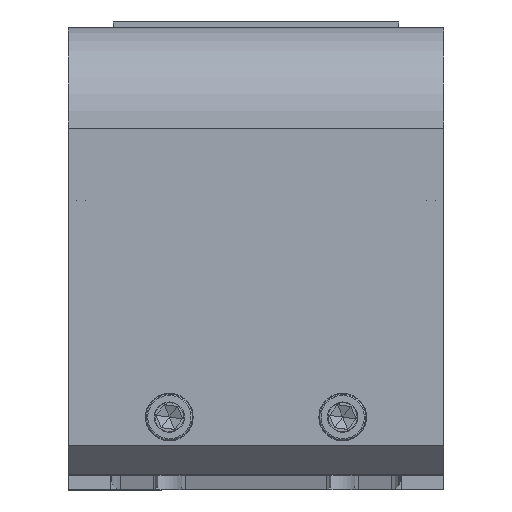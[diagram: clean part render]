
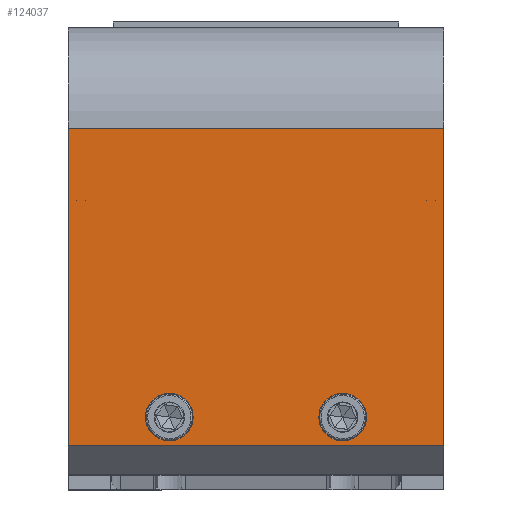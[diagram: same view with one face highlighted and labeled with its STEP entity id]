
A CAD part, top view. The second image highlights one B-rep face of the part: STEP entity #124037.
In plain terms, the highlighted planar face has unit normal (0, 0, 1).
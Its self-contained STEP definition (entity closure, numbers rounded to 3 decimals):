
#405 = FACE_OUTER_BOUND ( 'NONE', #158152, .T. ) ;
#2680 = VERTEX_POINT ( 'NONE', #44199 ) ;
#10973 = VECTOR ( 'NONE', #216940, 1000. ) ;
#11807 = EDGE_CURVE ( 'NONE', #80666, #46230, #217478, .T. ) ;
#13462 = CIRCLE ( 'NONE', #165486, 8.25 ) ;
#18849 = CARTESIAN_POINT ( 'NONE',  ( 181.717, 207.762, 762.525 ) ) ;
#18903 = CARTESIAN_POINT ( 'NONE',  ( 173.467, 207.762, 762.525 ) ) ;
#20425 = ORIENTED_EDGE ( 'NONE', *, *, #11807, .F. ) ;
#21518 = DIRECTION ( 'NONE',  ( 0., -1., 0. ) ) ;
#26941 = CARTESIAN_POINT ( 'NONE',  ( 208.467, 307.762, 762.525 ) ) ;
#27765 = CARTESIAN_POINT ( 'NONE',  ( 208.467, 197.762, 762.525 ) ) ;
#33134 = CARTESIAN_POINT ( 'NONE',  ( 78.467, 197.762, 762.525 ) ) ;
#39812 = CIRCLE ( 'NONE', #232064, 8.25 ) ;
#44199 = CARTESIAN_POINT ( 'NONE',  ( 105.217, 207.762, 762.525 ) ) ;
#45203 = LINE ( 'NONE', #26941, #51899 ) ;
#46230 = VERTEX_POINT ( 'NONE', #18849 ) ;
#47764 = DIRECTION ( 'NONE',  ( 0., 0., -1. ) ) ;
#50856 = CARTESIAN_POINT ( 'NONE',  ( 121.717, 207.762, 762.525 ) ) ;
#51170 = AXIS2_PLACEMENT_3D ( 'NONE', #245515, #204866, #246898 ) ;
#51899 = VECTOR ( 'NONE', #68940, 1000. ) ;
#51982 = VECTOR ( 'NONE', #21518, 1000. ) ;
#53414 = EDGE_CURVE ( 'NONE', #142050, #249071, #260234, .T. ) ;
#59569 = EDGE_CURVE ( 'NONE', #217663, #142050, #66385, .T. ) ;
#63279 = CARTESIAN_POINT ( 'NONE',  ( 208.467, 197.762, 762.525 ) ) ;
#65106 = DIRECTION ( 'NONE',  ( 0., 0., 1. ) ) ;
#65821 = EDGE_LOOP ( 'NONE', ( #75866, #20425 ) ) ;
#66385 = LINE ( 'NONE', #91492, #71083 ) ;
#67016 = EDGE_CURVE ( 'NONE', #275482, #2680, #198823, .T. ) ;
#68940 = DIRECTION ( 'NONE',  ( -1., 0., 0. ) ) ;
#71083 = VECTOR ( 'NONE', #259581, 1000. ) ;
#71419 = CARTESIAN_POINT ( 'NONE',  ( 208.467, 307.762, 762.525 ) ) ;
#75866 = ORIENTED_EDGE ( 'NONE', *, *, #115621, .F. ) ;
#80666 = VERTEX_POINT ( 'NONE', #172659 ) ;
#88708 = ORIENTED_EDGE ( 'NONE', *, *, #156580, .T. ) ;
#89800 = CARTESIAN_POINT ( 'NONE',  ( 208.467, 197.762, 762.525 ) ) ;
#91492 = CARTESIAN_POINT ( 'NONE',  ( 208.467, 197.762, 762.525 ) ) ;
#100600 = ORIENTED_EDGE ( 'NONE', *, *, #53414, .F. ) ;
#106451 = VERTEX_POINT ( 'NONE', #195113 ) ;
#109380 = FACE_BOUND ( 'NONE', #244989, .T. ) ;
#109870 = CARTESIAN_POINT ( 'NONE',  ( 113.467, 207.762, 762.525 ) ) ;
#115621 = EDGE_CURVE ( 'NONE', #46230, #80666, #39812, .T. ) ;
#116103 = EDGE_CURVE ( 'NONE', #2680, #275482, #13462, .T. ) ;
#124037 = ADVANCED_FACE ( 'NONE', ( #109380, #175132, #405 ), #171046, .F. ) ;
#125965 = ORIENTED_EDGE ( 'NONE', *, *, #67016, .F. ) ;
#142050 = VERTEX_POINT ( 'NONE', #89800 ) ;
#147754 = DIRECTION ( 'NONE',  ( 1., 0., 0. ) ) ;
#156580 = EDGE_CURVE ( 'NONE', #106451, #249071, #175945, .T. ) ;
#158152 = EDGE_LOOP ( 'NONE', ( #88708, #100600, #176399, #245859 ) ) ;
#161836 = AXIS2_PLACEMENT_3D ( 'NONE', #63279, #47764, #211753 ) ;
#165486 = AXIS2_PLACEMENT_3D ( 'NONE', #109870, #65106, #147754 ) ;
#168545 = DIRECTION ( 'NONE',  ( 1., 0., 0. ) ) ;
#171046 = PLANE ( 'NONE',  #161836 ) ;
#171345 = CARTESIAN_POINT ( 'NONE',  ( 173.467, 207.762, 762.525 ) ) ;
#172659 = CARTESIAN_POINT ( 'NONE',  ( 165.217, 207.762, 762.525 ) ) ;
#174345 = CARTESIAN_POINT ( 'NONE',  ( 78.467, 197.762, 762.525 ) ) ;
#175132 = FACE_BOUND ( 'NONE', #65821, .T. ) ;
#175945 = LINE ( 'NONE', #33134, #51982 ) ;
#176399 = ORIENTED_EDGE ( 'NONE', *, *, #59569, .F. ) ;
#190941 = DIRECTION ( 'NONE',  ( 0., 0., 1. ) ) ;
#195113 = CARTESIAN_POINT ( 'NONE',  ( 78.467, 307.762, 762.525 ) ) ;
#198823 = CIRCLE ( 'NONE', #51170, 8.25 ) ;
#204866 = DIRECTION ( 'NONE',  ( 0., 0., 1. ) ) ;
#211753 = DIRECTION ( 'NONE',  ( -1., 0., 0. ) ) ;
#215822 = EDGE_CURVE ( 'NONE', #217663, #106451, #45203, .T. ) ;
#216940 = DIRECTION ( 'NONE',  ( -1., 0., 0. ) ) ;
#217478 = CIRCLE ( 'NONE', #244361, 8.25 ) ;
#217663 = VERTEX_POINT ( 'NONE', #71419 ) ;
#232064 = AXIS2_PLACEMENT_3D ( 'NONE', #171345, #234358, #276470 ) ;
#234358 = DIRECTION ( 'NONE',  ( 0., 0., 1. ) ) ;
#243209 = ORIENTED_EDGE ( 'NONE', *, *, #116103, .F. ) ;
#244361 = AXIS2_PLACEMENT_3D ( 'NONE', #18903, #190941, #168545 ) ;
#244989 = EDGE_LOOP ( 'NONE', ( #125965, #243209 ) ) ;
#245515 = CARTESIAN_POINT ( 'NONE',  ( 113.467, 207.762, 762.525 ) ) ;
#245859 = ORIENTED_EDGE ( 'NONE', *, *, #215822, .T. ) ;
#246898 = DIRECTION ( 'NONE',  ( 1., 0., 0. ) ) ;
#249071 = VERTEX_POINT ( 'NONE', #174345 ) ;
#259581 = DIRECTION ( 'NONE',  ( 0., -1., 0. ) ) ;
#260234 = LINE ( 'NONE', #27765, #10973 ) ;
#275482 = VERTEX_POINT ( 'NONE', #50856 ) ;
#276470 = DIRECTION ( 'NONE',  ( 1., 0., 0. ) ) ;
